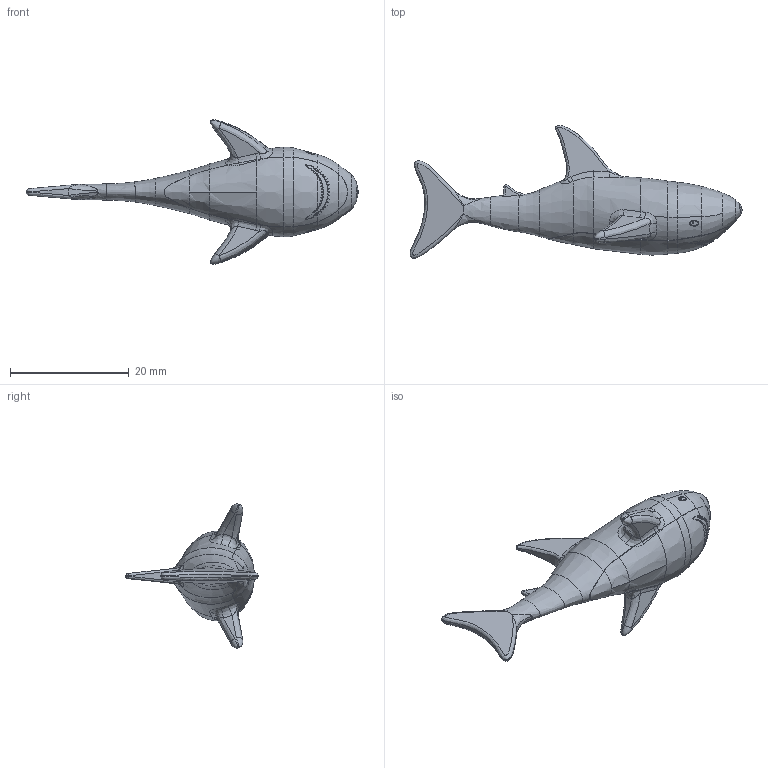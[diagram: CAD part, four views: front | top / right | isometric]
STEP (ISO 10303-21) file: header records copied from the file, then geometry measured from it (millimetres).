
FILE_DESCRIPTION(/* description */ (''),/* implementation_level */ '2;1');
FILE_NAME(/* name */ 'blahaj_smol.step',/* time_stamp */ '2024-07-25T12:35:29+02:00',/* author */ (''),/* organization */ (''),/* preprocessor_version */ 'ST-DEVELOPER v20',/* originating_system */ 'Autodesk Translation Framework v13.14.0.145',/* authorisation */ '');
FILE_SCHEMA (('AUTOMOTIVE_DESIGN { 1 0 10303 214 3 1 1 }'));
Products named in the file (7): (Nicht gespeichert); EyeWhite; EyeOutline; WhiteSide; EyeIn; Teeth; Body
Assembly tree (6 placements, depth 2):
  (Nicht gespeichert)
    EyeWhite
    EyeOutline
    WhiteSide
    EyeIn
    Teeth
    Body
Bounding box: 55.97 x 22.33 x 24.33 mm (x, y, z)
Volume: 2888.7 mm3; surface area: 3288 mm2
Topology: 7 solids, 7 shells, 659 faces, 1859 edges, 1220 vertices
Faces by surface type: bspline 451, plane 188, cylinder 20
Full cylindrical faces by diameter (mm): 0.234 x2
Entity records: 42816 total; most frequent: CARTESIAN_POINT 28697, ORIENTED_EDGE 3694, EDGE_CURVE 1847, DIRECTION 1475, VERTEX_POINT 1220, B_SPLINE_CURVE_WITH_KNOTS 944, LINE 773, VECTOR 773
